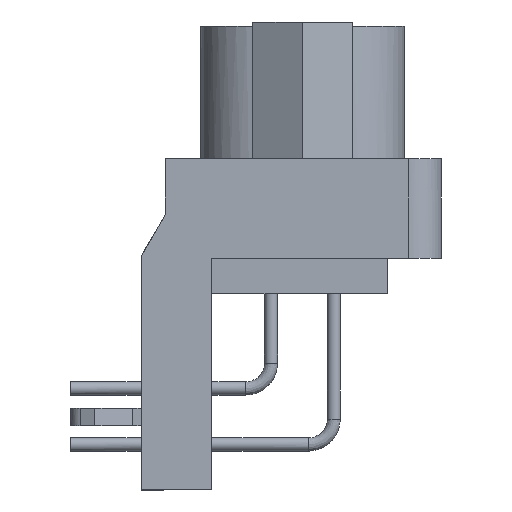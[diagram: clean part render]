
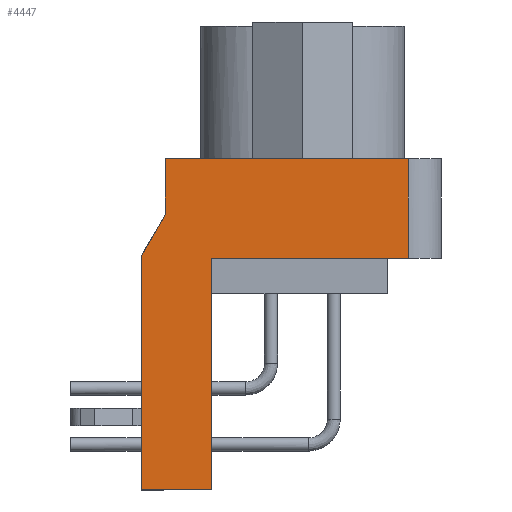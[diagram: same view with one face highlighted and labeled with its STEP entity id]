
A CAD part, left-side view. The second image highlights one B-rep face of the part: STEP entity #4447.
In plain terms, the highlighted free-form (B-spline) face has degree [1, 1] with [2, 2] control points.
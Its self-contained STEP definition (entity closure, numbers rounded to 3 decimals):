
#3034=CARTESIAN_POINT('V109',(-19.75,3.185,
   -14.5));
#3035=VERTEX_POINT('V109',#3034);
#3043=CARTESIAN_POINT('V84',(-19.75,3.185,
   -3.905));
#3044=VERTEX_POINT('V84',#3043);
#3045=CARTESIAN_POINT('E158',(-19.75,3.185,
   -3.905));
#3046=CARTESIAN_POINT('E158',(-19.75,3.185,
   -14.5));
#3047=QUASI_UNIFORM_CURVE('E158',1,(#3045,#3046),.POLYLINE_FORM.,.F.,
   .U.);
#3048=EDGE_CURVE('E158',#3044,#3035,#3047,.T.);
#4310=CARTESIAN_POINT('V85',(-19.75,2.085,
   -2.0));
#4311=VERTEX_POINT('V85',#4310);
#4312=CARTESIAN_POINT('E113',(-19.75,2.085,
   -2.0));
#4313=CARTESIAN_POINT('E113',(-19.75,3.185,
   -3.905));
#4314=QUASI_UNIFORM_CURVE('E113',1,(#4312,#4313),.POLYLINE_FORM.,.F.,
   .U.);
#4315=EDGE_CURVE('E113',#4311,#3044,#4314,.T.);
#4359=CARTESIAN_POINT('V30',(-19.75,-8.915,
   0.5));
#4360=VERTEX_POINT('V30',#4359);
#4361=CARTESIAN_POINT('V104',(-19.75,-8.915,
   -4.0));
#4362=VERTEX_POINT('V104',#4361);
#4363=CARTESIAN_POINT('E156',(-19.75,-8.915,
   0.5));
#4364=CARTESIAN_POINT('E156',(-19.75,-8.915,
   -4.0));
#4365=QUASI_UNIFORM_CURVE('E156',1,(#4363,#4364),.POLYLINE_FORM.,.F.,
   .U.);
#4366=EDGE_CURVE('E156',#4360,#4362,#4365,.T.);
#4406=CARTESIAN_POINT('F62',(-19.75,3.965,
   -15.325));
#4407=CARTESIAN_POINT('F62',(-19.75,-11.195,
   -15.325));
#4408=CARTESIAN_POINT('F62',(-19.75,3.965,
   0.825));
#4409=CARTESIAN_POINT('F62',(-19.75,-11.195,
   0.825));
#4410=QUASI_UNIFORM_SURFACE('F62',1,1,((#4406,#4408),(#4407,#4409))
,.PLANE_SURF.,.F.,.F.,.U.);
#4411=ORIENTED_EDGE('E156',*,*,#4366,.F.);
#4412=CARTESIAN_POINT('V29',(-19.75,2.085,
   0.5));
#4413=VERTEX_POINT('V29',#4412);
#4414=CARTESIAN_POINT('E41',(-19.75,-8.915,
   0.5));
#4415=CARTESIAN_POINT('E41',(-19.75,2.085,
   0.5));
#4416=B_SPLINE_CURVE_WITH_KNOTS('E41',1,(#4414,#4415),
   .POLYLINE_FORM.,.F.,.U.,(2,2),(0.0,22.0),.UNSPECIFIED.);
#4417=EDGE_CURVE('E41',#4360,#4413,#4416,.T.);
#4418=ORIENTED_EDGE('E41',*,*,#4417,.T.);
#4419=CARTESIAN_POINT('E157',(-19.75,2.085,
   -2.0));
#4420=CARTESIAN_POINT('E157',(-19.75,2.085,
   0.5));
#4421=QUASI_UNIFORM_CURVE('E157',1,(#4419,#4420),.POLYLINE_FORM.,.F.,
   .U.);
#4422=EDGE_CURVE('E157',#4311,#4413,#4421,.T.);
#4423=ORIENTED_EDGE('E157',*,*,#4422,.F.);
#4424=ORIENTED_EDGE('E113',*,*,#4315,.T.);
#4425=ORIENTED_EDGE('E158',*,*,#3048,.T.);
#4426=CARTESIAN_POINT('V110',(-19.75,-0.015,
   -14.5));
#4427=VERTEX_POINT('V110',#4426);
#4428=CARTESIAN_POINT('E159',(-19.75,3.185,
   -14.5));
#4429=CARTESIAN_POINT('E159',(-19.75,-0.015,
   -14.5));
#4430=QUASI_UNIFORM_CURVE('E159',1,(#4428,#4429),.POLYLINE_FORM.,.F.,
   .U.);
#4431=EDGE_CURVE('E159',#3035,#4427,#4430,.T.);
#4432=ORIENTED_EDGE('E159',*,*,#4431,.T.);
#4433=CARTESIAN_POINT('V105',(-19.75,-0.015,
   -4.0));
#4434=VERTEX_POINT('V105',#4433);
#4435=CARTESIAN_POINT('E160',(-19.75,-0.015,
   -14.5));
#4436=CARTESIAN_POINT('E160',(-19.75,-0.015,
   -4.0));
#4437=QUASI_UNIFORM_CURVE('E160',1,(#4435,#4436),.POLYLINE_FORM.,.F.,
   .U.);
#4438=EDGE_CURVE('E160',#4427,#4434,#4437,.T.);
#4439=ORIENTED_EDGE('E160',*,*,#4438,.T.);
#4440=CARTESIAN_POINT('E145',(-19.75,-0.015,
   -4.0));
#4441=CARTESIAN_POINT('E145',(-19.75,-8.915,
   -4.0));
#4442=B_SPLINE_CURVE_WITH_KNOTS('E145',1,(#4440,#4441),
   .POLYLINE_FORM.,.F.,.U.,(2,2),(0.144,1.0),
   .UNSPECIFIED.);
#4443=EDGE_CURVE('E145',#4434,#4362,#4442,.T.);
#4444=ORIENTED_EDGE('E145',*,*,#4443,.T.);
#4445=EDGE_LOOP('F62',(#4411,#4418,#4423,#4424,#4425,#4432,#4439,
   #4444));
#4446=FACE_OUTER_BOUND('F62',#4445,.T.);
#4447=ADVANCED_FACE('F62',(#4446),#4410,.T.);
